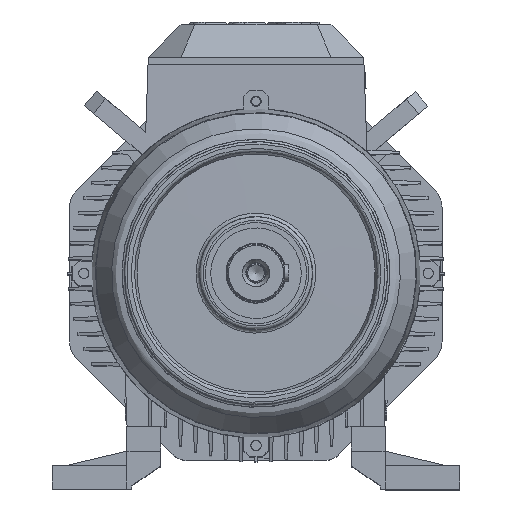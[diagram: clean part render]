
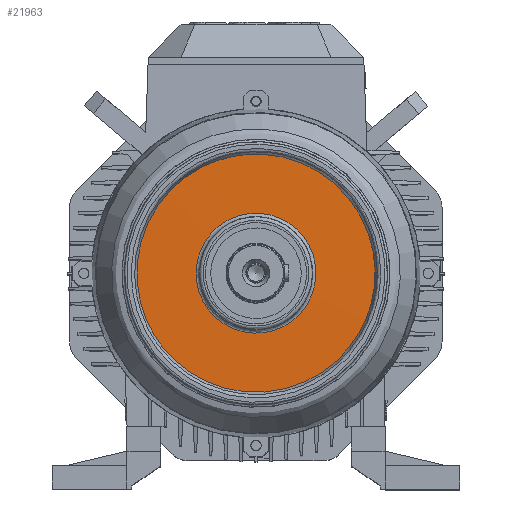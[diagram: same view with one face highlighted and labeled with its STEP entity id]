
A CAD part, top view. The second image highlights one B-rep face of the part: STEP entity #21963.
In plain terms, the highlighted conical face has half-angle 89.728 degrees and reference radius 99.277 mm.
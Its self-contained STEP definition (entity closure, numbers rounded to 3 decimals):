
#190=(
BOUNDED_CURVE()
B_SPLINE_CURVE(2,(#85304,#85305,#85306,#85307,#85308,#85309,#85310),
 .UNSPECIFIED.,.T.,.F.)
B_SPLINE_CURVE_WITH_KNOTS((1,2,2,2,2,1),(-0.333,0.,0.333,
0.667,1.,1.333),.UNSPECIFIED.)
CURVE()
GEOMETRIC_REPRESENTATION_ITEM()
RATIONAL_B_SPLINE_CURVE((1.,0.5,1.,0.5,1.,0.5,1.))
REPRESENTATION_ITEM('')
);
#2112=B_SPLINE_CURVE_WITH_KNOTS('',1,(#85301,#85302),.UNSPECIFIED.,.F.,.F.,
(2,2),(0.,1.),.UNSPECIFIED.);
#14484=CONICAL_SURFACE('',#46137,99.277,89.728);
#21963=ADVANCED_FACE('F99',(#24053),#14484,.T.);
#24053=FACE_OUTER_BOUND('',#25596,.T.);
#25596=EDGE_LOOP('',(#31271,#31272,#31273,#31274));
#31271=ORIENTED_EDGE('',*,*,#43145,.T.);
#31272=ORIENTED_EDGE('',*,*,#43146,.T.);
#31273=ORIENTED_EDGE('',*,*,#43145,.F.);
#31274=ORIENTED_EDGE('',*,*,#43144,.F.);
#37590=VERTEX_POINT('',#85257);
#37591=VERTEX_POINT('',#85303);
#43144=EDGE_CURVE('E3333',#37590,#37590,#44399,.T.);
#43145=EDGE_CURVE('E1212',#37590,#37591,#2112,.T.);
#43146=EDGE_CURVE('E3434',#37591,#37591,#190,.T.);
#44399=CIRCLE('',#46136,49.983);
#46136=AXIS2_PLACEMENT_3D('',#85258,#52325,#52326);
#46137=AXIS2_PLACEMENT_3D('',#85311,#52327,#52328);
#52325=DIRECTION('',(0.,0.,1.));
#52326=DIRECTION('',(1.,0.,0.));
#52327=DIRECTION('',(0.,0.,-1.));
#52328=DIRECTION('',(-1.,0.,0.));
#85257=CARTESIAN_POINT('',(-39.515,-30.609,62.995));
#85258=CARTESIAN_POINT('',(-0.002,0.003,62.995));
#85301=CARTESIAN_POINT('',(-39.515,-30.609,62.995));
#85302=CARTESIAN_POINT('',(-78.482,-60.798,62.761));
#85303=CARTESIAN_POINT('',(-78.482,-60.798,62.761));
#85304=CARTESIAN_POINT('',(-78.482,-60.798,62.761));
#85305=CARTESIAN_POINT('',(26.828,-196.73,62.761));
#85306=CARTESIAN_POINT('',(91.893,-37.562,62.761));
#85307=CARTESIAN_POINT('',(156.958,121.605,62.761));
#85308=CARTESIAN_POINT('',(-13.417,98.369,62.761));
#85309=CARTESIAN_POINT('',(-183.793,75.133,62.761));
#85310=CARTESIAN_POINT('',(-78.482,-60.798,62.761));
#85311=CARTESIAN_POINT('',(-0.002,0.003,62.761));
